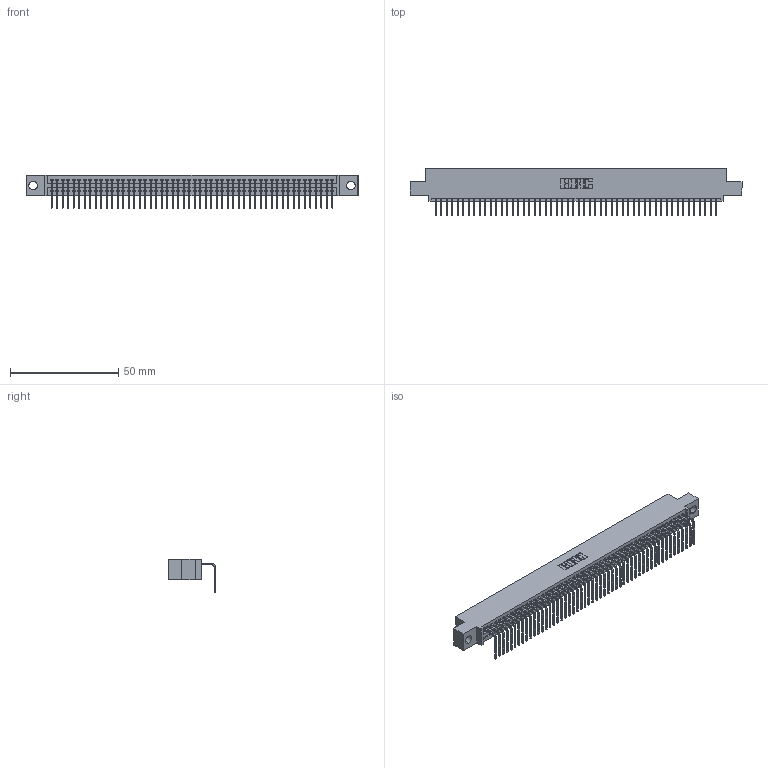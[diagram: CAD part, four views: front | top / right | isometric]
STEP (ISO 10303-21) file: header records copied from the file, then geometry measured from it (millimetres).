
FILE_DESCRIPTION (( 'STEP AP203' ), '1' );
FILE_NAME ('395-052-558-404.STEP', '2018-11-21T01:34:31', ( '' ), ( '' ), 'SwSTEP 2.0', 'SolidWorks 2016', '' );
FILE_SCHEMA (( 'CONFIG_CONTROL_DESIGN' ));
Length unit declared in the file: inch
Products named in the file (3): 345-292-001_558 Tail - 2; 395-052-558-404; 345 Part_0.110 Offset - 0.156 Dia-TH
Assembly tree (53 placements, depth 2):
  395-052-558-404
    345 Part_0.110 Offset - 0.156 Dia-TH
    345-292-001_558 Tail - 2  x52
Bounding box: 153.29 x 21.83 x 15.37 mm (x, y, z)
Volume: 14653.5 mm3; surface area: 20517.8 mm2
Topology: 53 solids, 53 shells, 3250 faces, 9817 edges, 6474 vertices
Faces by surface type: plane 2268, cylinder 982
Entity records: 38009 total; most frequent: CARTESIAN_POINT 6592, ORIENTED_EDGE 6578, DIRECTION 5741, EDGE_CURVE 3289, LINE 2949, VECTOR 2949, VERTEX_POINT 2190, AXIS2_PLACEMENT_3D 1396
